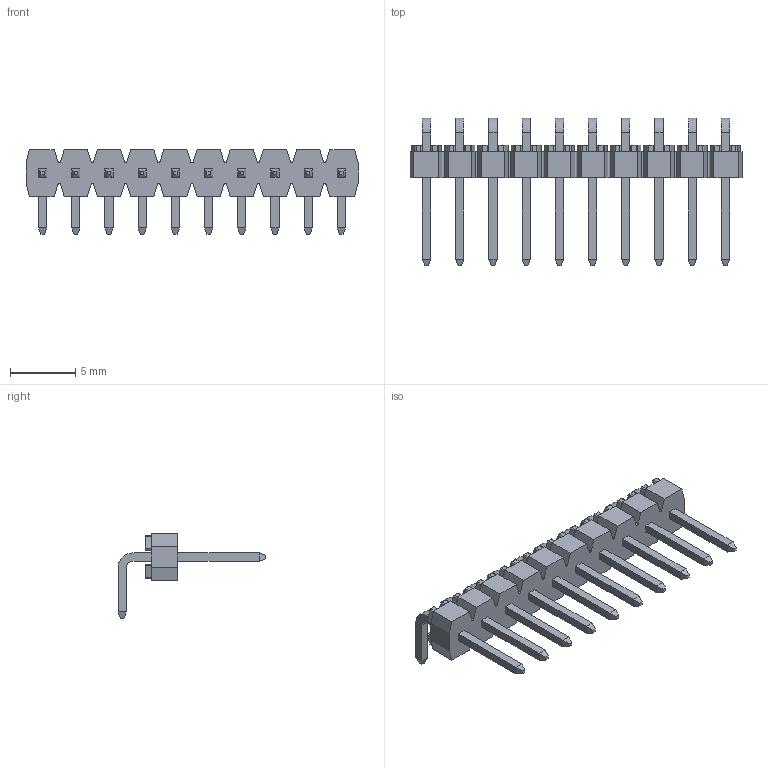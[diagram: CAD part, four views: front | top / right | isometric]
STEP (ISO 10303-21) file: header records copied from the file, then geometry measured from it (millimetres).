
FILE_DESCRIPTION (( 'STEP AP214' ), '1' );
FILE_NAME ('Molex 90121-0770.STEP', '2021-07-07T20:48:47', ( '' ), ( '' ), 'SwSTEP 2.0', 'SolidWorks 2018', '' );
FILE_SCHEMA (( 'AUTOMOTIVE_DESIGN' ));
Length unit declared in the file: millimetre
Products named in the file (1): Molex 90121-0770
Bounding box: 25.4 x 11.32 x 6.5 mm (x, y, z)
Volume: 229.7 mm3; surface area: 722.6 mm2
Topology: 1 solids, 1 shells, 742 faces, 1960 edges, 1280 vertices
Faces by surface type: plane 464, cylinder 278
Entity records: 25244 total; most frequent: DIRECTION 4002, CARTESIAN_POINT 3983, ORIENTED_EDGE 3920, EDGE_CURVE 1960, VECTOR 1404, LINE 1404, AXIS2_PLACEMENT_3D 1299, VERTEX_POINT 1280
